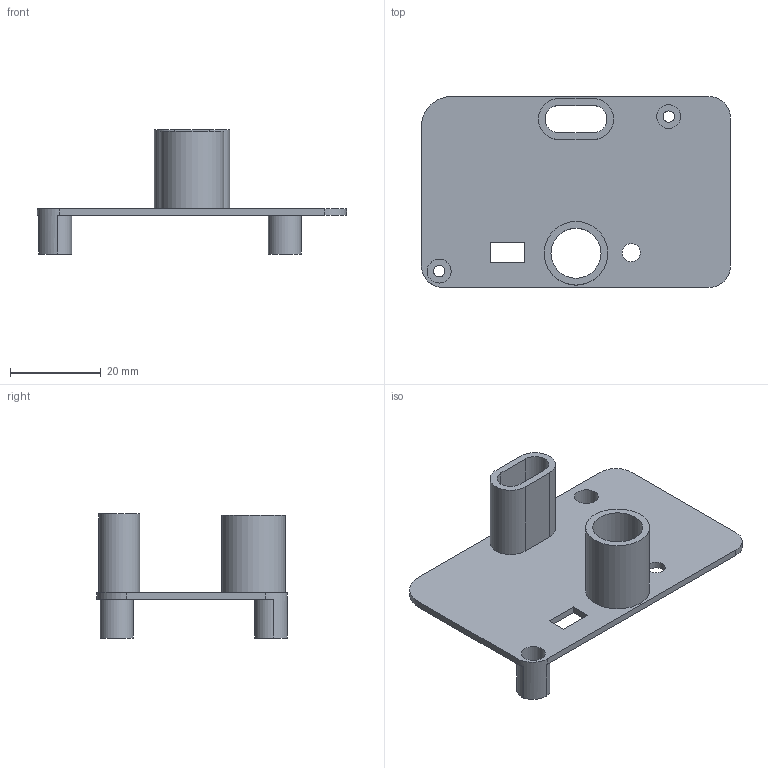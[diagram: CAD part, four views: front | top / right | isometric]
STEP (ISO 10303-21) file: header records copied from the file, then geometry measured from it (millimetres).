
FILE_DESCRIPTION(/* description */ (''),/* implementation_level */ '2;1');
FILE_NAME(/* name */ 'Battery_Cover_senseBe_rev4_enclosure_V5.step',/* time_stamp */ '2019-11-04T12:47:35+05:00',/* author */ (''),/* organization */ (''),/* preprocessor_version */ 'ST-DEVELOPER v18',/* originating_system */ 'Autodesk Translation Framework v8.9.1.1155',/* authorisation */ '');
FILE_SCHEMA (('AUTOMOTIVE_DESIGN { 1 0 10303 214 3 1 1 }'));
Length unit declared in the file: millimetre
Products named in the file (1): senseBe_rev4_enclosure_V3
Bounding box: 68 x 42 x 27.29 mm (x, y, z)
Volume: 6225.1 mm3; surface area: 9061.5 mm2
Topology: 1 solids, 1 shells, 37 faces, 90 edges, 60 vertices
Faces by surface type: plane 20, cylinder 17
Full cylindrical faces by diameter (mm): 2.5 x2, 4 x1, 5.25 x2, 7.25 x1, 11 x1, 14 x1
Entity records: 1160 total; most frequent: DIRECTION 202, CARTESIAN_POINT 188, ORIENTED_EDGE 180, EDGE_CURVE 90, AXIS2_PLACEMENT_3D 74, VERTEX_POINT 60, EDGE_LOOP 54, LINE 54
